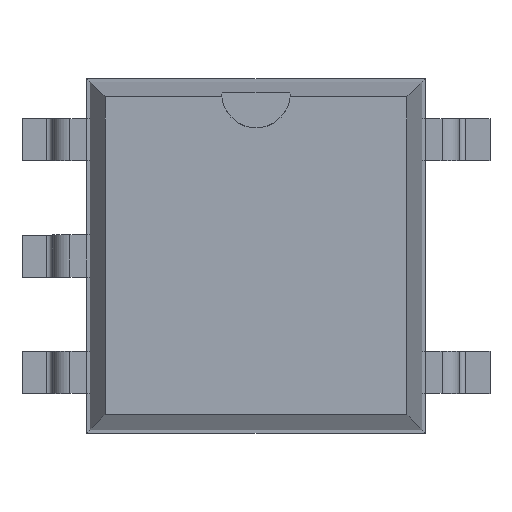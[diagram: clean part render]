
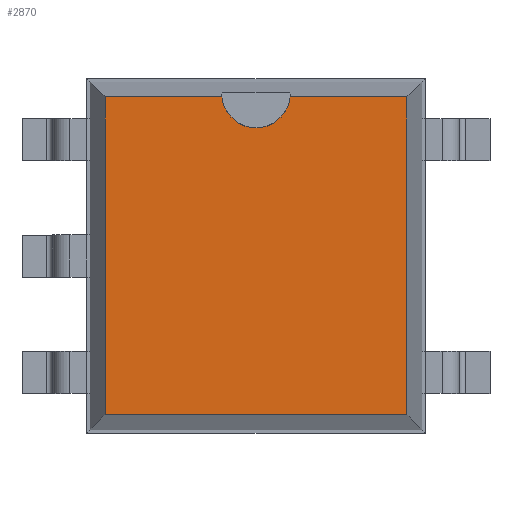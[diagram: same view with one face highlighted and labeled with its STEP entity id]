
A CAD part, top view. The second image highlights one B-rep face of the part: STEP entity #2870.
In plain terms, the highlighted planar face has unit normal (0, 0, 1).
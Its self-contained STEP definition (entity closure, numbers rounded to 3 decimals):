
#1903 = VERTEX_POINT('',#1904);
#1904 = CARTESIAN_POINT('',(3.296,3.471,3.68));
#1909 = EDGE_CURVE('',#1910,#1903,#1912,.T.);
#1910 = VERTEX_POINT('',#1911);
#1911 = CARTESIAN_POINT('',(3.296,-3.471,3.68));
#1912 = LINE('',#1913,#1914);
#1913 = CARTESIAN_POINT('',(3.296,-3.471,3.68));
#1914 = VECTOR('',#1915,1.);
#1915 = DIRECTION('',(0.,1.,0.));
#2263 = VERTEX_POINT('',#2264);
#2264 = CARTESIAN_POINT('',(-3.296,3.471,3.68));
#2269 = EDGE_CURVE('',#2270,#2263,#2272,.T.);
#2270 = VERTEX_POINT('',#2271);
#2271 = CARTESIAN_POINT('',(-0.746,3.471,3.68));
#2272 = LINE('',#2273,#2274);
#2273 = CARTESIAN_POINT('',(3.296,3.471,3.68));
#2274 = VECTOR('',#2275,1.);
#2275 = DIRECTION('',(-1.,0.,0.));
#2295 = VERTEX_POINT('',#2296);
#2296 = CARTESIAN_POINT('',(0.746,3.471,3.68));
#2304 = EDGE_CURVE('',#1903,#2295,#2305,.T.);
#2305 = LINE('',#2306,#2307);
#2306 = CARTESIAN_POINT('',(3.296,3.471,3.68));
#2307 = VECTOR('',#2308,1.);
#2308 = DIRECTION('',(-1.,0.,0.));
#2341 = VERTEX_POINT('',#2342);
#2342 = CARTESIAN_POINT('',(-3.296,-3.471,3.68));
#2347 = EDGE_CURVE('',#2263,#2341,#2348,.T.);
#2348 = LINE('',#2349,#2350);
#2349 = CARTESIAN_POINT('',(-3.296,3.471,3.68));
#2350 = VECTOR('',#2351,1.);
#2351 = DIRECTION('',(0.,-1.,0.));
#2859 = EDGE_CURVE('',#2341,#1910,#2860,.T.);
#2860 = LINE('',#2861,#2862);
#2861 = CARTESIAN_POINT('',(-3.296,-3.471,3.68));
#2862 = VECTOR('',#2863,1.);
#2863 = DIRECTION('',(1.,0.,0.));
#2870 = ADVANCED_FACE('',(#2871),#2894,.F.);
#2871 = FACE_BOUND('',#2872,.F.);
#2872 = EDGE_LOOP('',(#2873,#2874,#2875,#2876,#2877,#2886,#2893));
#2873 = ORIENTED_EDGE('',*,*,#1909,.F.);
#2874 = ORIENTED_EDGE('',*,*,#2859,.F.);
#2875 = ORIENTED_EDGE('',*,*,#2347,.F.);
#2876 = ORIENTED_EDGE('',*,*,#2269,.F.);
#2877 = ORIENTED_EDGE('',*,*,#2878,.F.);
#2878 = EDGE_CURVE('',#2879,#2270,#2881,.T.);
#2879 = VERTEX_POINT('',#2880);
#2880 = CARTESIAN_POINT('',(0.,2.796,3.68));
#2881 = CIRCLE('',#2882,0.75);
#2882 = AXIS2_PLACEMENT_3D('',#2883,#2884,#2885);
#2883 = CARTESIAN_POINT('',(0.,3.546,3.68));
#2884 = DIRECTION('',(0.,0.,-1.));
#2885 = DIRECTION('',(0.,-1.,0.));
#2886 = ORIENTED_EDGE('',*,*,#2887,.F.);
#2887 = EDGE_CURVE('',#2295,#2879,#2888,.T.);
#2888 = CIRCLE('',#2889,0.75);
#2889 = AXIS2_PLACEMENT_3D('',#2890,#2891,#2892);
#2890 = CARTESIAN_POINT('',(0.,3.546,3.68));
#2891 = DIRECTION('',(0.,0.,-1.));
#2892 = DIRECTION('',(0.,-1.,0.));
#2893 = ORIENTED_EDGE('',*,*,#2304,.F.);
#2894 = PLANE('',#2895);
#2895 = AXIS2_PLACEMENT_3D('',#2896,#2897,#2898);
#2896 = CARTESIAN_POINT('',(3.296,-3.471,3.68));
#2897 = DIRECTION('',(0.,0.,-1.));
#2898 = DIRECTION('',(-0.689,0.725,0.));
